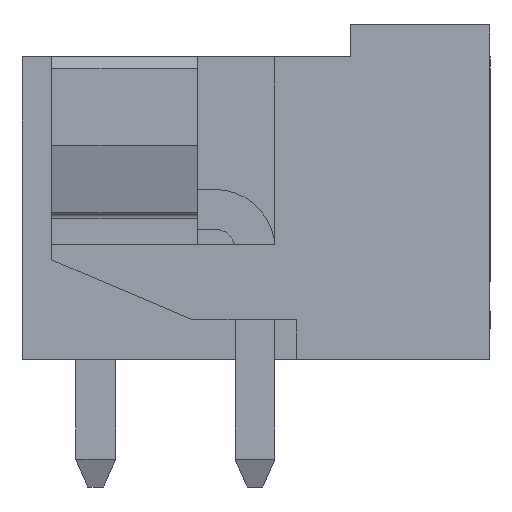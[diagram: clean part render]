
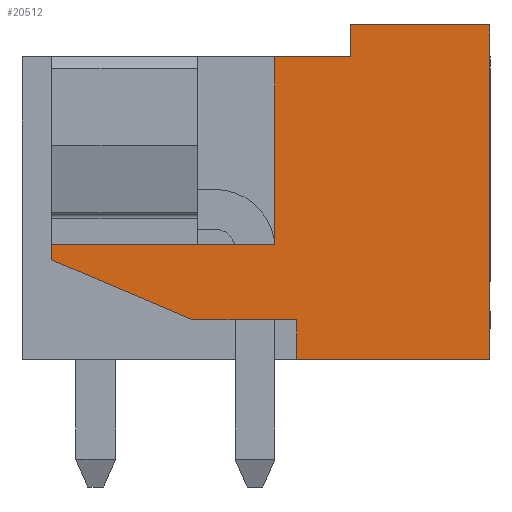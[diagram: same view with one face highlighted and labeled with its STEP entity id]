
A CAD part, left-side view. The second image highlights one B-rep face of the part: STEP entity #20512.
In plain terms, the highlighted planar face has unit normal (-1, 0, 0).
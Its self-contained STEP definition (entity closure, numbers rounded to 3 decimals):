
#20485=AXIS2_PLACEMENT_3D('Plane Axis2P3D',#20482,#20483,#20484) ;
#553=CARTESIAN_POINT('Vertex',(0.,0.,11.6)) ;
#556=CARTESIAN_POINT('Line Origine',(0.,0.,7.4)) ;
#560=CARTESIAN_POINT('Vertex',(0.,0.,3.2)) ;
#2655=CARTESIAN_POINT('Vertex',(0.,3.5,11.6)) ;
#2658=CARTESIAN_POINT('Line Origine',(0.,1.75,11.6)) ;
#3399=CARTESIAN_POINT('Vertex',(0.,5.4,10.8)) ;
#3402=CARTESIAN_POINT('Line Origine',(0.,4.45,10.8)) ;
#3406=CARTESIAN_POINT('Vertex',(0.,3.5,10.8)) ;
#5499=CARTESIAN_POINT('Line Origine',(0.,2.427,3.2)) ;
#5503=CARTESIAN_POINT('Vertex',(0.,4.854,3.2)) ;
#19956=CARTESIAN_POINT('Vertex',(0.,11.,5.7)) ;
#19970=CARTESIAN_POINT('Vertex',(0.,7.465,4.2)) ;
#19973=CARTESIAN_POINT('Line Origine',(0.,9.233,4.95)) ;
#20001=CARTESIAN_POINT('Vertex',(0.,4.854,4.2)) ;
#20004=CARTESIAN_POINT('Line Origine',(0.,6.16,4.2)) ;
#20255=CARTESIAN_POINT('Line Origine',(0.,4.854,3.7)) ;
#20272=CARTESIAN_POINT('Line Origine',(0.,3.5,11.2)) ;
#20334=CARTESIAN_POINT('Line Origine',(0.,11.,5.89)) ;
#20338=CARTESIAN_POINT('Vertex',(0.,11.,6.08)) ;
#20482=CARTESIAN_POINT('Axis2P3D Location',(0.,0.,0.)) ;
#20487=CARTESIAN_POINT('Line Origine',(0.,8.2,6.08)) ;
#20491=CARTESIAN_POINT('Vertex',(0.,5.4,6.08)) ;
#20494=CARTESIAN_POINT('Line Origine',(0.,5.4,8.44)) ;
#557=DIRECTION('Vector Direction',(0.,0.,-1.)) ;
#2659=DIRECTION('Vector Direction',(0.,-1.,0.)) ;
#3403=DIRECTION('Vector Direction',(0.,-1.,0.)) ;
#5500=DIRECTION('Vector Direction',(0.,1.,0.)) ;
#19974=DIRECTION('Vector Direction',(0.,-0.921,-0.391)) ;
#20005=DIRECTION('Vector Direction',(0.,-1.,0.)) ;
#20256=DIRECTION('Vector Direction',(0.,0.,1.)) ;
#20273=DIRECTION('Vector Direction',(0.,0.,1.)) ;
#20335=DIRECTION('Vector Direction',(0.,0.,-1.)) ;
#20483=DIRECTION('Axis2P3D Direction',(-1.,0.,0.)) ;
#20484=DIRECTION('Axis2P3D XDirection',(0.,-1.,0.)) ;
#20488=DIRECTION('Vector Direction',(0.,1.,0.)) ;
#20495=DIRECTION('Vector Direction',(0.,0.,1.)) ;
#558=VECTOR('Line Direction',#557,1.) ;
#2660=VECTOR('Line Direction',#2659,1.) ;
#3404=VECTOR('Line Direction',#3403,1.) ;
#5501=VECTOR('Line Direction',#5500,1.) ;
#19975=VECTOR('Line Direction',#19974,1.) ;
#20006=VECTOR('Line Direction',#20005,1.) ;
#20257=VECTOR('Line Direction',#20256,1.) ;
#20274=VECTOR('Line Direction',#20273,1.) ;
#20336=VECTOR('Line Direction',#20335,1.) ;
#20489=VECTOR('Line Direction',#20488,1.) ;
#20496=VECTOR('Line Direction',#20495,1.) ;
#20500=ORIENTED_EDGE('',*,*,#20493,.T.) ;
#20501=ORIENTED_EDGE('',*,*,#20340,.T.) ;
#20502=ORIENTED_EDGE('',*,*,#19977,.T.) ;
#20503=ORIENTED_EDGE('',*,*,#20008,.T.) ;
#20504=ORIENTED_EDGE('',*,*,#20259,.F.) ;
#20505=ORIENTED_EDGE('',*,*,#5505,.T.) ;
#20506=ORIENTED_EDGE('',*,*,#562,.T.) ;
#20507=ORIENTED_EDGE('',*,*,#2662,.T.) ;
#20508=ORIENTED_EDGE('',*,*,#20276,.T.) ;
#20509=ORIENTED_EDGE('',*,*,#3408,.T.) ;
#20510=ORIENTED_EDGE('',*,*,#20498,.F.) ;
#20512=ADVANCED_FACE('HOUSING',(#20511),#20486,.T.) ;
#562=EDGE_CURVE('',#561,#554,#559,.F.) ;
#2662=EDGE_CURVE('',#554,#2656,#2661,.F.) ;
#3408=EDGE_CURVE('',#3407,#3400,#3405,.F.) ;
#5505=EDGE_CURVE('',#5504,#561,#5502,.F.) ;
#19977=EDGE_CURVE('',#19957,#19971,#19976,.T.) ;
#20008=EDGE_CURVE('',#19971,#20002,#20007,.T.) ;
#20259=EDGE_CURVE('',#5504,#20002,#20258,.T.) ;
#20276=EDGE_CURVE('',#2656,#3407,#20275,.F.) ;
#20340=EDGE_CURVE('',#20339,#19957,#20337,.T.) ;
#20493=EDGE_CURVE('',#20492,#20339,#20490,.T.) ;
#20498=EDGE_CURVE('',#20492,#3400,#20497,.T.) ;
#20499=EDGE_LOOP('',(#20500,#20501,#20502,#20503,#20504,#20505,#20506,#20507,#20508,#20509,#20510)) ;
#20511=FACE_OUTER_BOUND('',#20499,.T.) ;
#559=LINE('Line',#556,#558) ;
#2661=LINE('Line',#2658,#2660) ;
#3405=LINE('Line',#3402,#3404) ;
#5502=LINE('Line',#5499,#5501) ;
#19976=LINE('Line',#19973,#19975) ;
#20007=LINE('Line',#20004,#20006) ;
#20258=LINE('Line',#20255,#20257) ;
#20275=LINE('Line',#20272,#20274) ;
#20337=LINE('Line',#20334,#20336) ;
#20490=LINE('Line',#20487,#20489) ;
#20497=LINE('Line',#20494,#20496) ;
#20486=PLANE('',#20485) ;
#554=VERTEX_POINT('',#553) ;
#561=VERTEX_POINT('',#560) ;
#2656=VERTEX_POINT('',#2655) ;
#3400=VERTEX_POINT('',#3399) ;
#3407=VERTEX_POINT('',#3406) ;
#5504=VERTEX_POINT('',#5503) ;
#19957=VERTEX_POINT('',#19956) ;
#19971=VERTEX_POINT('',#19970) ;
#20002=VERTEX_POINT('',#20001) ;
#20339=VERTEX_POINT('',#20338) ;
#20492=VERTEX_POINT('',#20491) ;
